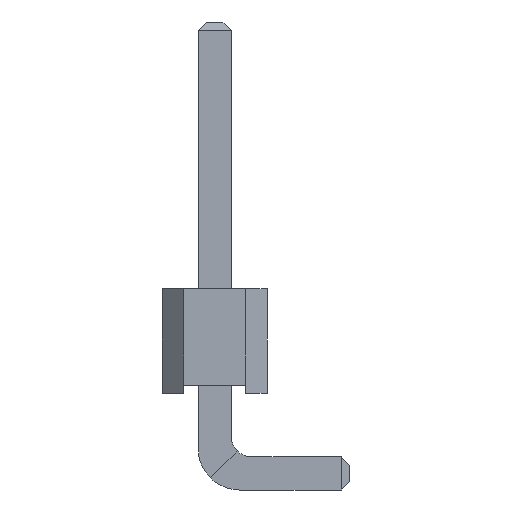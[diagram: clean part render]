
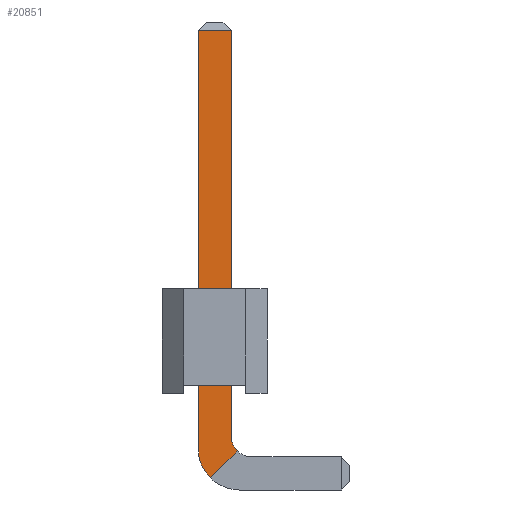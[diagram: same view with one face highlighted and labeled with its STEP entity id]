
A CAD part, front view. The second image highlights one B-rep face of the part: STEP entity #20851.
In plain terms, the highlighted planar face has unit normal (0, -1, 0).
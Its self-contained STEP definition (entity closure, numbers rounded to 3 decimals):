
#20108 = PLANE('',#20109);
#20109 = AXIS2_PLACEMENT_3D('',#20110,#20111,#20112);
#20110 = CARTESIAN_POINT('',(0.4,-40.24,9.));
#20111 = DIRECTION('',(1.,0.,0.));
#20112 = DIRECTION('',(0.,-1.,0.));
#20141 = CYLINDRICAL_SURFACE('',#20142,0.5);
#20142 = AXIS2_PLACEMENT_3D('',#20143,#20144,#20145);
#20143 = CARTESIAN_POINT('',(0.9,-40.24,-1.04));
#20144 = DIRECTION('',(0.,-1.,0.));
#20145 = DIRECTION('',(-1.,0.,0.));
#20202 = CYLINDRICAL_SURFACE('',#20203,1.);
#20203 = AXIS2_PLACEMENT_3D('',#20204,#20205,#20206);
#20204 = CARTESIAN_POINT('',(0.6,-40.24,-1.34));
#20205 = DIRECTION('',(-0.,-1.,0.));
#20206 = DIRECTION('',(-1.,0.,0.));
#20230 = PLANE('',#20231);
#20231 = AXIS2_PLACEMENT_3D('',#20232,#20233,#20234);
#20232 = CARTESIAN_POINT('',(-0.4,-41.04,9.));
#20233 = DIRECTION('',(-1.,0.,0.));
#20234 = DIRECTION('',(0.,1.,0.));
#20273 = VERTEX_POINT('',#20274);
#20274 = CARTESIAN_POINT('',(0.4,-41.04,8.8));
#20300 = EDGE_CURVE('',#20273,#20301,#20303,.T.);
#20301 = VERTEX_POINT('',#20302);
#20302 = CARTESIAN_POINT('',(0.4,-41.04,-1.04));
#20303 = SURFACE_CURVE('',#20304,(#20308,#20315),.PCURVE_S1.);
#20304 = LINE('',#20305,#20306);
#20305 = CARTESIAN_POINT('',(0.4,-41.04,9.));
#20306 = VECTOR('',#20307,1.);
#20307 = DIRECTION('',(0.,0.,-1.));
#20308 = PCURVE('',#20108,#20309);
#20309 = DEFINITIONAL_REPRESENTATION('',(#20310),#20314);
#20310 = LINE('',#20311,#20312);
#20311 = CARTESIAN_POINT('',(0.8,0.));
#20312 = VECTOR('',#20313,1.);
#20313 = DIRECTION('',(0.,1.));
#20314 = ( GEOMETRIC_REPRESENTATION_CONTEXT(2) 
PARAMETRIC_REPRESENTATION_CONTEXT() REPRESENTATION_CONTEXT('2D SPACE',''
  ) );
#20315 = PCURVE('',#20316,#20321);
#20316 = PLANE('',#20317);
#20317 = AXIS2_PLACEMENT_3D('',#20318,#20319,#20320);
#20318 = CARTESIAN_POINT('',(0.4,-41.04,9.));
#20319 = DIRECTION('',(-0.,-1.,0.));
#20320 = DIRECTION('',(-1.,0.,0.));
#20321 = DEFINITIONAL_REPRESENTATION('',(#20322),#20326);
#20322 = LINE('',#20323,#20324);
#20323 = CARTESIAN_POINT('',(0.,0.));
#20324 = VECTOR('',#20325,1.);
#20325 = DIRECTION('',(0.,1.));
#20326 = ( GEOMETRIC_REPRESENTATION_CONTEXT(2) 
PARAMETRIC_REPRESENTATION_CONTEXT() REPRESENTATION_CONTEXT('2D SPACE',''
  ) );
#20491 = VERTEX_POINT('',#20492);
#20492 = CARTESIAN_POINT('',(0.546,-41.04,-1.394));
#20507 = PLANE('',#20508);
#20508 = AXIS2_PLACEMENT_3D('',#20509,#20510,#20511);
#20509 = CARTESIAN_POINT('',(0.,-41.04,-1.54));
#20510 = DIRECTION('',(0.,-1.,0.));
#20511 = DIRECTION('',(0.,0.,-1.));
#20519 = EDGE_CURVE('',#20301,#20491,#20520,.T.);
#20520 = SURFACE_CURVE('',#20521,(#20526,#20533),.PCURVE_S1.);
#20521 = CIRCLE('',#20522,0.5);
#20522 = AXIS2_PLACEMENT_3D('',#20523,#20524,#20525);
#20523 = CARTESIAN_POINT('',(0.9,-41.04,-1.04));
#20524 = DIRECTION('',(0.,-1.,0.));
#20525 = DIRECTION('',(0.,0.,-1.));
#20526 = PCURVE('',#20141,#20527);
#20527 = DEFINITIONAL_REPRESENTATION('',(#20528),#20532);
#20528 = LINE('',#20529,#20530);
#20529 = CARTESIAN_POINT('',(-4.712,0.8));
#20530 = VECTOR('',#20531,1.);
#20531 = DIRECTION('',(1.,0.));
#20532 = ( GEOMETRIC_REPRESENTATION_CONTEXT(2) 
PARAMETRIC_REPRESENTATION_CONTEXT() REPRESENTATION_CONTEXT('2D SPACE',''
  ) );
#20533 = PCURVE('',#20316,#20534);
#20534 = DEFINITIONAL_REPRESENTATION('',(#20535),#20539);
#20535 = CIRCLE('',#20536,0.5);
#20536 = AXIS2_PLACEMENT_2D('',#20537,#20538);
#20537 = CARTESIAN_POINT('',(-0.5,10.04));
#20538 = DIRECTION('',(0.,1.));
#20539 = ( GEOMETRIC_REPRESENTATION_CONTEXT(2) 
PARAMETRIC_REPRESENTATION_CONTEXT() REPRESENTATION_CONTEXT('2D SPACE',''
  ) );
#20545 = EDGE_CURVE('',#20546,#20548,#20550,.T.);
#20546 = VERTEX_POINT('',#20547);
#20547 = CARTESIAN_POINT('',(-0.4,-41.04,8.8));
#20548 = VERTEX_POINT('',#20549);
#20549 = CARTESIAN_POINT('',(-0.4,-41.04,-1.34));
#20550 = SURFACE_CURVE('',#20551,(#20555,#20562),.PCURVE_S1.);
#20551 = LINE('',#20552,#20553);
#20552 = CARTESIAN_POINT('',(-0.4,-41.04,9.));
#20553 = VECTOR('',#20554,1.);
#20554 = DIRECTION('',(0.,0.,-1.));
#20555 = PCURVE('',#20230,#20556);
#20556 = DEFINITIONAL_REPRESENTATION('',(#20557),#20561);
#20557 = LINE('',#20558,#20559);
#20558 = CARTESIAN_POINT('',(0.,0.));
#20559 = VECTOR('',#20560,1.);
#20560 = DIRECTION('',(0.,1.));
#20561 = ( GEOMETRIC_REPRESENTATION_CONTEXT(2) 
PARAMETRIC_REPRESENTATION_CONTEXT() REPRESENTATION_CONTEXT('2D SPACE',''
  ) );
#20562 = PCURVE('',#20316,#20563);
#20563 = DEFINITIONAL_REPRESENTATION('',(#20564),#20568);
#20564 = LINE('',#20565,#20566);
#20565 = CARTESIAN_POINT('',(0.8,0.));
#20566 = VECTOR('',#20567,1.);
#20567 = DIRECTION('',(0.,1.));
#20568 = ( GEOMETRIC_REPRESENTATION_CONTEXT(2) 
PARAMETRIC_REPRESENTATION_CONTEXT() REPRESENTATION_CONTEXT('2D SPACE',''
  ) );
#20752 = VERTEX_POINT('',#20753);
#20753 = CARTESIAN_POINT('',(-0.107,-41.04,-2.047));
#20775 = EDGE_CURVE('',#20548,#20752,#20776,.T.);
#20776 = SURFACE_CURVE('',#20777,(#20782,#20789),.PCURVE_S1.);
#20777 = CIRCLE('',#20778,1.);
#20778 = AXIS2_PLACEMENT_3D('',#20779,#20780,#20781);
#20779 = CARTESIAN_POINT('',(0.6,-41.04,-1.34));
#20780 = DIRECTION('',(0.,-1.,0.));
#20781 = DIRECTION('',(0.,0.,-1.));
#20782 = PCURVE('',#20202,#20783);
#20783 = DEFINITIONAL_REPRESENTATION('',(#20784),#20788);
#20784 = LINE('',#20785,#20786);
#20785 = CARTESIAN_POINT('',(-4.712,0.8));
#20786 = VECTOR('',#20787,1.);
#20787 = DIRECTION('',(1.,0.));
#20788 = ( GEOMETRIC_REPRESENTATION_CONTEXT(2) 
PARAMETRIC_REPRESENTATION_CONTEXT() REPRESENTATION_CONTEXT('2D SPACE',''
  ) );
#20789 = PCURVE('',#20316,#20790);
#20790 = DEFINITIONAL_REPRESENTATION('',(#20791),#20795);
#20791 = CIRCLE('',#20792,1.);
#20792 = AXIS2_PLACEMENT_2D('',#20793,#20794);
#20793 = CARTESIAN_POINT('',(-0.2,10.34));
#20794 = DIRECTION('',(0.,1.));
#20795 = ( GEOMETRIC_REPRESENTATION_CONTEXT(2) 
PARAMETRIC_REPRESENTATION_CONTEXT() REPRESENTATION_CONTEXT('2D SPACE',''
  ) );
#20819 = PLANE('',#20820);
#20820 = AXIS2_PLACEMENT_3D('',#20821,#20822,#20823);
#20821 = CARTESIAN_POINT('',(0.4,-40.94,8.9));
#20822 = DIRECTION('',(0.,-0.707,0.707
    ));
#20823 = DIRECTION('',(-1.,0.,0.));
#20851 = ADVANCED_FACE('',(#20852),#20316,.T.);
#20852 = FACE_BOUND('',#20853,.T.);
#20853 = EDGE_LOOP('',(#20854,#20855,#20876,#20877,#20878,#20899));
#20854 = ORIENTED_EDGE('',*,*,#20300,.F.);
#20855 = ORIENTED_EDGE('',*,*,#20856,.T.);
#20856 = EDGE_CURVE('',#20273,#20546,#20857,.T.);
#20857 = SURFACE_CURVE('',#20858,(#20862,#20869),.PCURVE_S1.);
#20858 = LINE('',#20859,#20860);
#20859 = CARTESIAN_POINT('',(0.4,-41.04,8.8));
#20860 = VECTOR('',#20861,1.);
#20861 = DIRECTION('',(-1.,0.,0.));
#20862 = PCURVE('',#20316,#20863);
#20863 = DEFINITIONAL_REPRESENTATION('',(#20864),#20868);
#20864 = LINE('',#20865,#20866);
#20865 = CARTESIAN_POINT('',(0.,0.2));
#20866 = VECTOR('',#20867,1.);
#20867 = DIRECTION('',(1.,0.));
#20868 = ( GEOMETRIC_REPRESENTATION_CONTEXT(2) 
PARAMETRIC_REPRESENTATION_CONTEXT() REPRESENTATION_CONTEXT('2D SPACE',''
  ) );
#20869 = PCURVE('',#20819,#20870);
#20870 = DEFINITIONAL_REPRESENTATION('',(#20871),#20875);
#20871 = LINE('',#20872,#20873);
#20872 = CARTESIAN_POINT('',(0.,0.141));
#20873 = VECTOR('',#20874,1.);
#20874 = DIRECTION('',(1.,0.));
#20875 = ( GEOMETRIC_REPRESENTATION_CONTEXT(2) 
PARAMETRIC_REPRESENTATION_CONTEXT() REPRESENTATION_CONTEXT('2D SPACE',''
  ) );
#20876 = ORIENTED_EDGE('',*,*,#20545,.T.);
#20877 = ORIENTED_EDGE('',*,*,#20775,.T.);
#20878 = ORIENTED_EDGE('',*,*,#20879,.F.);
#20879 = EDGE_CURVE('',#20491,#20752,#20880,.T.);
#20880 = SURFACE_CURVE('',#20881,(#20885,#20892),.PCURVE_S1.);
#20881 = LINE('',#20882,#20883);
#20882 = CARTESIAN_POINT('',(0.4,-41.04,-1.54));
#20883 = VECTOR('',#20884,1.);
#20884 = DIRECTION('',(-0.707,0.,
    -0.707));
#20885 = PCURVE('',#20316,#20886);
#20886 = DEFINITIONAL_REPRESENTATION('',(#20887),#20891);
#20887 = LINE('',#20888,#20889);
#20888 = CARTESIAN_POINT('',(0.,10.54));
#20889 = VECTOR('',#20890,1.);
#20890 = DIRECTION('',(0.707,0.707));
#20891 = ( GEOMETRIC_REPRESENTATION_CONTEXT(2) 
PARAMETRIC_REPRESENTATION_CONTEXT() REPRESENTATION_CONTEXT('2D SPACE',''
  ) );
#20892 = PCURVE('',#20507,#20893);
#20893 = DEFINITIONAL_REPRESENTATION('',(#20894),#20898);
#20894 = LINE('',#20895,#20896);
#20895 = CARTESIAN_POINT('',(0.,0.4));
#20896 = VECTOR('',#20897,1.);
#20897 = DIRECTION('',(0.707,-0.707));
#20898 = ( GEOMETRIC_REPRESENTATION_CONTEXT(2) 
PARAMETRIC_REPRESENTATION_CONTEXT() REPRESENTATION_CONTEXT('2D SPACE',''
  ) );
#20899 = ORIENTED_EDGE('',*,*,#20519,.F.);
